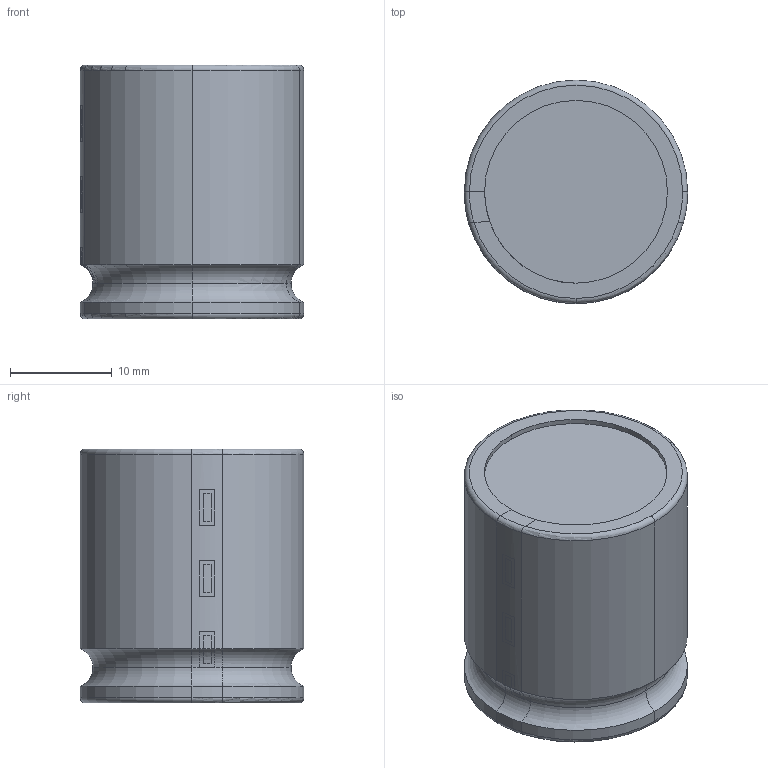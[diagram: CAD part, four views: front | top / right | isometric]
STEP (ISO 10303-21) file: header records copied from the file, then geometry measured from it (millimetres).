
FILE_DESCRIPTION(('FreeCAD Model'),'2;1');
FILE_NAME('User Library-ECEC2DP271BJ.step', '2017-05-16T09:16:56',('kicad StepUp'),('ksu MCAD'), 'Open CASCADE STEP processor 6.8','FreeCAD','Unknown');
FILE_SCHEMA(('AUTOMOTIVE_DESIGN_CC2 { 1 2 10303 214 -1 1 5 4 }'));
Length unit declared in the file: millimetre
Products named in the file (2): ASSEMBLY; User_Library-ECEC2DP271BJ
Assembly tree (1 placements, depth 2):
  ASSEMBLY
    User_Library-ECEC2DP271BJ
Bounding box: 22 x 22 x 25 mm (x, y, z)
Volume: 8893.3 mm3; surface area: 2590.6 mm2
Topology: 1 solids, 1 shells, 49 faces, 118 edges, 75 vertices
Faces by surface type: torus 23, cylinder 20, plane 6
Entity records: 1903 total; most frequent: CARTESIAN_POINT 336, DIRECTION 284, ORIENTED_EDGE 236, AXIS2_PLACEMENT_3D 127, EDGE_CURVE 118, CIRCLE 76, VERTEX_POINT 75, FACE_BOUND 53
